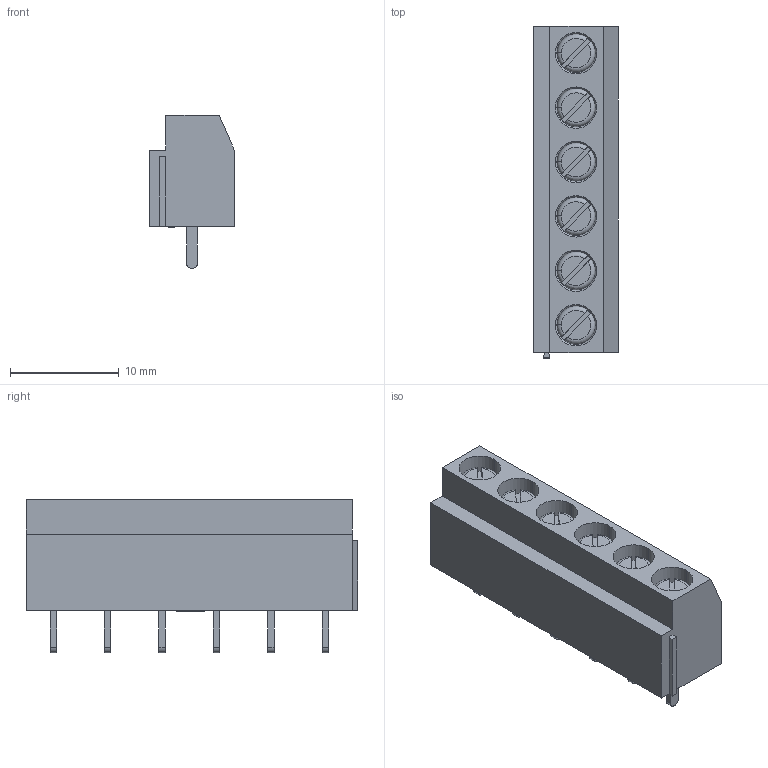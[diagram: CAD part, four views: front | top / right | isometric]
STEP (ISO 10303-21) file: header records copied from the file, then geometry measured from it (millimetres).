
FILE_DESCRIPTION (( 'STEP AP214' ), '1' );
FILE_NAME ('conn-th_6p-p5x00_wj126v-5x0-6p.step', '2022-05-26T07:30:50', ( '' ), ( '' ), 'SwSTEP 2.0', 'SolidWorks 2020', '' );
FILE_SCHEMA (( 'AUTOMOTIVE_DESIGN' ));
Length unit declared in the file: millimetre
Products named in the file (1): conn-th_6p-p5x00_wj126v-5x0-6p
Bounding box: 7.8 x 30.5 x 14.1 mm (x, y, z)
Volume: 1129.3 mm3; surface area: 4007.6 mm2
Topology: 13 solids, 13 shells, 585 faces, 1626 edges, 1068 vertices
Faces by surface type: plane 399, cylinder 144, torus 30, cone 12
Entity records: 25415 total; most frequent: CARTESIAN_POINT 3760, ORIENTED_EDGE 3252, DIRECTION 2948, EDGE_CURVE 1626, LINE 1236, VECTOR 1236, VERTEX_POINT 1068, AXIS2_PLACEMENT_3D 856
